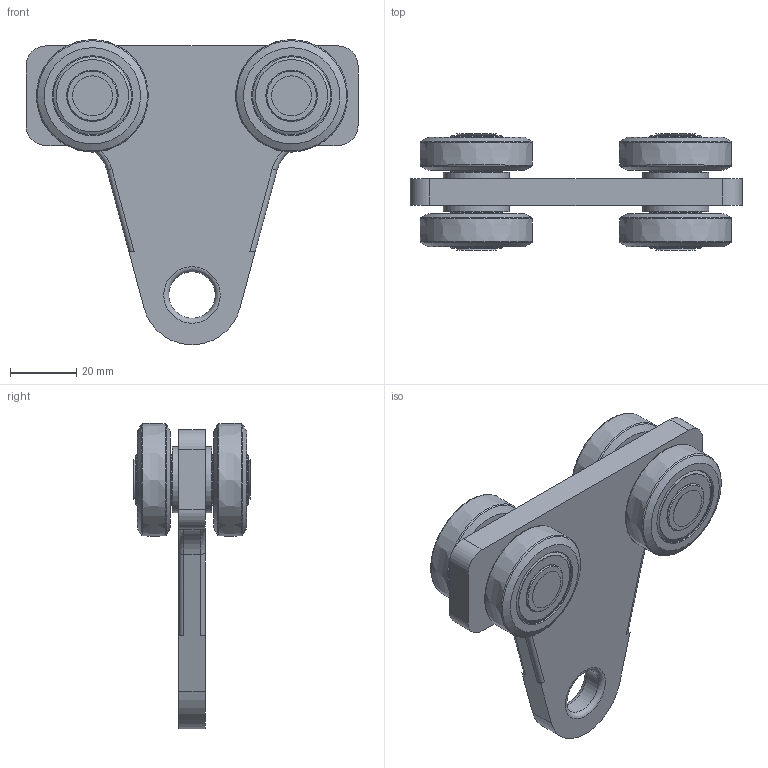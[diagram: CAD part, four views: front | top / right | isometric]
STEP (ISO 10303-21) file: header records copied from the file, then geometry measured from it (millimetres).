
FILE_DESCRIPTION(('STEP AP214'),'1');
FILE_NAME('PMH Åkvagn 1410.stp','2013-08-07T13:31:08',(' '),(' '),'Spatial InterOp 3D',' ',' ');
FILE_SCHEMA(('automotive_design'));
Length unit declared in the file: millimetre
Products named in the file (12): PMH Profilskena akvagn 1410; Part11; Part10; Part9; Part8; Part7; Part6; Part5; Part4; Part3; Part2; Part1
Assembly tree (11 placements, depth 2):
  PMH Profilskena akvagn 1410
    Part11
    Part10
    Part9
    Part8
    Part7
    Part6
    Part5
    Part4
    Part3
    Part2
    Part1
Bounding box: 100 x 35 x 91.93 mm (x, y, z)
Volume: 69002.8 mm3; surface area: 37319.9 mm2
Topology: 11 solids, 15 shells, 219 faces, 416 edges, 267 vertices
Faces by surface type: plane 81, cylinder 68, cone 44, torus 22, bspline 4
Full cylindrical faces by diameter (mm): 10 x6, 10.2 x2, 10.5 x4, 14 x1, 15.5 x16, 16.5 x8, 20 x4, 23.5 x8, 24.1 x8
Entity records: 7093 total; most frequent: CARTESIAN_POINT 1099, DIRECTION 928, ORIENTED_EDGE 534, AXIS2_PLACEMENT_3D 442, EDGE_LOOP 412, FACE_OUTER_BOUND 298, EDGE_CURVE 267, VERTEX_POINT 241
